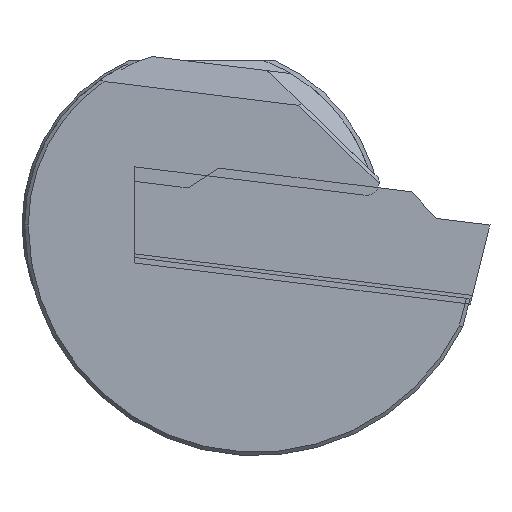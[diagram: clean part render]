
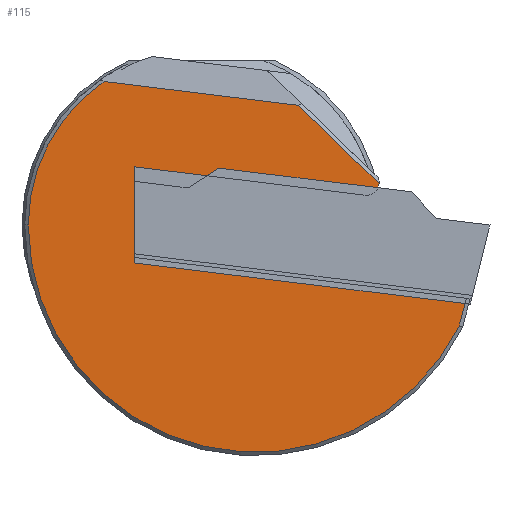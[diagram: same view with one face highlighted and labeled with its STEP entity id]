
A CAD part, left-side view. The second image highlights one B-rep face of the part: STEP entity #115.
In plain terms, the highlighted planar face has unit normal (-1, 0, 0).
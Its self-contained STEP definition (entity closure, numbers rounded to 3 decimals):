
#65=CIRCLE('',#878,0.7);
#66=CIRCLE('',#879,9.65);
#67=CIRCLE('',#880,12.625);
#115=ADVANCED_FACE('',(#194),#160,.F.);
#160=PLANE('',#881);
#194=FACE_OUTER_BOUND('',#238,.T.);
#238=EDGE_LOOP('',(#349,#350,#351,#352,#353,#354,#355,#356,#357));
#349=ORIENTED_EDGE('',*,*,#621,.T.);
#350=ORIENTED_EDGE('',*,*,#622,.T.);
#351=ORIENTED_EDGE('',*,*,#623,.T.);
#352=ORIENTED_EDGE('',*,*,#624,.T.);
#353=ORIENTED_EDGE('',*,*,#625,.T.);
#354=ORIENTED_EDGE('',*,*,#626,.T.);
#355=ORIENTED_EDGE('',*,*,#627,.T.);
#356=ORIENTED_EDGE('',*,*,#628,.T.);
#357=ORIENTED_EDGE('',*,*,#629,.T.);
#533=VERTEX_POINT('',#1250);
#534=VERTEX_POINT('',#1251);
#535=VERTEX_POINT('',#1253);
#536=VERTEX_POINT('',#1255);
#537=VERTEX_POINT('',#1257);
#538=VERTEX_POINT('',#1259);
#539=VERTEX_POINT('',#1261);
#540=VERTEX_POINT('',#1263);
#541=VERTEX_POINT('',#1265);
#621=EDGE_CURVE('',#533,#534,#732,.T.);
#622=EDGE_CURVE('',#534,#535,#733,.T.);
#623=EDGE_CURVE('',#535,#536,#65,.T.);
#624=EDGE_CURVE('',#536,#537,#734,.T.);
#625=EDGE_CURVE('',#537,#538,#735,.T.);
#626=EDGE_CURVE('',#538,#539,#66,.T.);
#627=EDGE_CURVE('',#539,#540,#67,.T.);
#628=EDGE_CURVE('',#540,#541,#736,.T.);
#629=EDGE_CURVE('',#541,#533,#737,.T.);
#732=LINE('',#1249,#814);
#733=LINE('',#1252,#815);
#734=LINE('',#1256,#816);
#735=LINE('',#1258,#817);
#736=LINE('',#1264,#818);
#737=LINE('',#1266,#819);
#814=VECTOR('',#1012,1.);
#815=VECTOR('',#1013,1.);
#816=VECTOR('',#1016,1.);
#817=VECTOR('',#1017,1.);
#818=VECTOR('',#1022,1.);
#819=VECTOR('',#1023,1.);
#878=AXIS2_PLACEMENT_3D('',#1254,#1014,#1015);
#879=AXIS2_PLACEMENT_3D('',#1260,#1018,#1019);
#880=AXIS2_PLACEMENT_3D('',#1262,#1020,#1021);
#881=AXIS2_PLACEMENT_3D('',#1267,#1024,#1025);
#1012=DIRECTION('',(0.,0.,1.));
#1013=DIRECTION('',(0.,-0.993,-0.122));
#1014=DIRECTION('',(-1.,0.,0.));
#1015=DIRECTION('',(0.,0.,-1.));
#1016=DIRECTION('',(0.,0.719,0.695));
#1017=DIRECTION('',(0.,0.993,0.122));
#1018=DIRECTION('',(-1.,0.,0.));
#1019=DIRECTION('',(0.,0.,-1.));
#1020=DIRECTION('',(-1.,0.,0.));
#1021=DIRECTION('',(0.,0.,-1.));
#1022=DIRECTION('',(0.,-0.259,0.966));
#1023=DIRECTION('',(0.,0.993,0.122));
#1024=DIRECTION('',(1.,0.,0.));
#1025=DIRECTION('',(0.,0.,-1.));
#1249=CARTESIAN_POINT('',(0.35,3.752,0.));
#1250=CARTESIAN_POINT('',(0.35,3.752,-1.806));
#1251=CARTESIAN_POINT('',(0.35,3.752,3.231));
#1252=CARTESIAN_POINT('',(0.35,15.427,4.665));
#1253=CARTESIAN_POINT('',(0.35,-9.056,1.659));
#1254=CARTESIAN_POINT('',(0.35,-9.141,2.353));
#1255=CARTESIAN_POINT('',(0.35,-9.839,2.305));
#1256=CARTESIAN_POINT('',(0.35,2.38,14.104));
#1257=CARTESIAN_POINT('',(0.35,-5.343,6.646));
#1258=CARTESIAN_POINT('',(0.35,13.811,8.998));
#1259=CARTESIAN_POINT('',(0.35,5.44,7.97));
#1260=CARTESIAN_POINT('',(0.35,0.,0.));
#1261=CARTESIAN_POINT('',(0.35,9.65,0.));
#1262=CARTESIAN_POINT('',(0.35,-2.975,0.));
#1263=CARTESIAN_POINT('',(0.35,-14.283,-5.615));
#1264=CARTESIAN_POINT('',(0.35,-13.658,-7.947));
#1265=CARTESIAN_POINT('',(0.35,-14.696,-4.071));
#1266=CARTESIAN_POINT('',(0.35,16.037,-0.298));
#1267=CARTESIAN_POINT('',(0.35,16.,0.));
